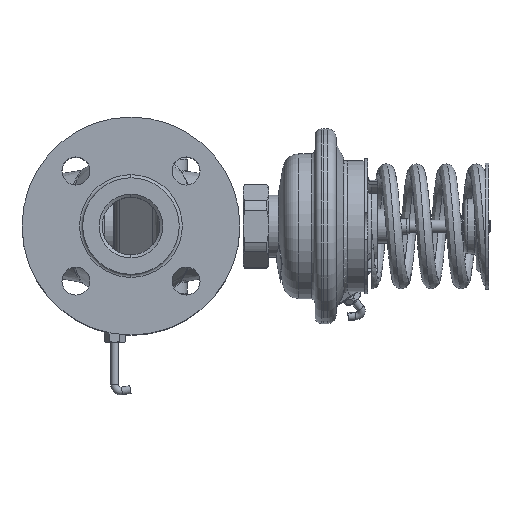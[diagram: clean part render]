
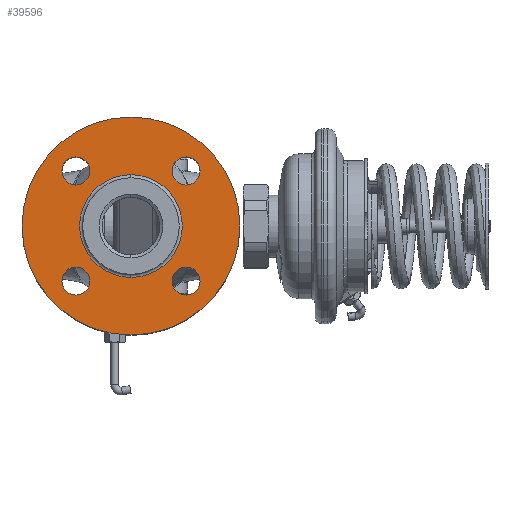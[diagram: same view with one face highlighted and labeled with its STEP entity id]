
A CAD part, top view. The second image highlights one B-rep face of the part: STEP entity #39596.
In plain terms, the highlighted planar face has unit normal (0, 0, 1).
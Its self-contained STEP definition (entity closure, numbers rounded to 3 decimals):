
#27873=CARTESIAN_POINT('',(-120.7,0.,88.));
#27874=DIRECTION('',(0.,0.,1.));
#27875=DIRECTION('',(0.,1.,0.));
#27876=AXIS2_PLACEMENT_3D('',#27873,#27874,#27875);
#27878=CARTESIAN_POINT('',(-120.7,0.,88.));
#27879=DIRECTION('',(0.,0.,-1.));
#27880=DIRECTION('',(0.,1.,0.));
#27881=AXIS2_PLACEMENT_3D('',#27878,#27879,#27880);
#27883=CARTESIAN_POINT('',(-120.7,0.,88.));
#27884=DIRECTION('',(0.,0.,1.));
#27885=DIRECTION('',(0.,1.,0.));
#27886=AXIS2_PLACEMENT_3D('',#27883,#27884,#27885);
#27888=CARTESIAN_POINT('',(-120.7,0.,88.));
#27889=DIRECTION('',(0.,0.,-1.));
#27890=DIRECTION('',(0.,1.,0.));
#27891=AXIS2_PLACEMENT_3D('',#27888,#27889,#27890);
#27893=CARTESIAN_POINT('',(-85.345,-35.355,88.));
#27894=DIRECTION('',(0.,0.,-1.));
#27895=DIRECTION('',(0.,1.,0.));
#27896=AXIS2_PLACEMENT_3D('',#27893,#27894,#27895);
#27898=CARTESIAN_POINT('',(-85.345,-35.355,88.));
#27899=DIRECTION('',(0.,0.,-1.));
#27900=DIRECTION('',(0.,-1.,0.));
#27901=AXIS2_PLACEMENT_3D('',#27898,#27899,#27900);
#27903=CARTESIAN_POINT('',(-85.345,35.355,88.));
#27904=DIRECTION('',(0.,0.,-1.));
#27905=DIRECTION('',(0.,1.,0.));
#27906=AXIS2_PLACEMENT_3D('',#27903,#27904,#27905);
#27908=CARTESIAN_POINT('',(-85.345,35.355,88.));
#27909=DIRECTION('',(0.,0.,-1.));
#27910=DIRECTION('',(0.,-1.,0.));
#27911=AXIS2_PLACEMENT_3D('',#27908,#27909,#27910);
#27913=CARTESIAN_POINT('',(-156.055,35.355,88.));
#27914=DIRECTION('',(0.,0.,-1.));
#27915=DIRECTION('',(0.,1.,0.));
#27916=AXIS2_PLACEMENT_3D('',#27913,#27914,#27915);
#27918=CARTESIAN_POINT('',(-156.055,35.355,88.));
#27919=DIRECTION('',(0.,0.,-1.));
#27920=DIRECTION('',(0.,-1.,0.));
#27921=AXIS2_PLACEMENT_3D('',#27918,#27919,#27920);
#27923=CARTESIAN_POINT('',(-156.055,-35.355,88.));
#27924=DIRECTION('',(0.,0.,-1.));
#27925=DIRECTION('',(0.,1.,0.));
#27926=AXIS2_PLACEMENT_3D('',#27923,#27924,#27925);
#27928=CARTESIAN_POINT('',(-156.055,-35.355,88.));
#27929=DIRECTION('',(0.,0.,-1.));
#27930=DIRECTION('',(0.,-1.,0.));
#27931=AXIS2_PLACEMENT_3D('',#27928,#27929,#27930);
#32615=CARTESIAN_POINT('',(-120.7,70.,88.));
#32617=VERTEX_POINT('',#32615);
#32618=CARTESIAN_POINT('',(-120.7,33.,88.));
#32620=VERTEX_POINT('',#32618);
#32637=CARTESIAN_POINT('',(-120.7,-70.,88.));
#32639=VERTEX_POINT('',#32637);
#32640=CARTESIAN_POINT('',(-120.7,-33.,88.));
#32642=VERTEX_POINT('',#32640);
#32726=CARTESIAN_POINT('',(-85.345,-26.355,88.));
#32727=CARTESIAN_POINT('',(-85.345,-44.355,88.));
#32728=VERTEX_POINT('',#32726);
#32729=VERTEX_POINT('',#32727);
#32734=CARTESIAN_POINT('',(-85.345,44.355,88.));
#32735=CARTESIAN_POINT('',(-85.345,26.355,88.));
#32736=VERTEX_POINT('',#32734);
#32737=VERTEX_POINT('',#32735);
#32742=CARTESIAN_POINT('',(-156.055,44.355,88.));
#32743=CARTESIAN_POINT('',(-156.055,26.355,88.));
#32744=VERTEX_POINT('',#32742);
#32745=VERTEX_POINT('',#32743);
#32750=CARTESIAN_POINT('',(-156.055,-26.355,88.));
#32751=CARTESIAN_POINT('',(-156.055,-44.355,88.));
#32752=VERTEX_POINT('',#32750);
#32753=VERTEX_POINT('',#32751);
#39557=CARTESIAN_POINT('',(-120.7,0.,88.));
#39558=DIRECTION('',(0.,0.,-1.));
#39559=DIRECTION('',(0.,-1.,0.));
#39560=AXIS2_PLACEMENT_3D('',#39557,#39558,#39559);
#39561=PLANE('',#39560);
#39563=ORIENTED_EDGE('',*,*,#39562,.F.);
#39565=ORIENTED_EDGE('',*,*,#39564,.T.);
#39566=EDGE_LOOP('',(#39563,#39565));
#39567=FACE_OUTER_BOUND('',#39566,.F.);
#39568=ORIENTED_EDGE('',*,*,#39550,.F.);
#39569=ORIENTED_EDGE('',*,*,#39539,.T.);
#39570=EDGE_LOOP('',(#39568,#39569));
#39571=FACE_BOUND('',#39570,.F.);
#39573=ORIENTED_EDGE('',*,*,#39572,.F.);
#39575=ORIENTED_EDGE('',*,*,#39574,.F.);
#39576=EDGE_LOOP('',(#39573,#39575));
#39577=FACE_BOUND('',#39576,.F.);
#39579=ORIENTED_EDGE('',*,*,#39578,.F.);
#39581=ORIENTED_EDGE('',*,*,#39580,.F.);
#39582=EDGE_LOOP('',(#39579,#39581));
#39583=FACE_BOUND('',#39582,.F.);
#39585=ORIENTED_EDGE('',*,*,#39584,.F.);
#39587=ORIENTED_EDGE('',*,*,#39586,.F.);
#39588=EDGE_LOOP('',(#39585,#39587));
#39589=FACE_BOUND('',#39588,.F.);
#39591=ORIENTED_EDGE('',*,*,#39590,.F.);
#39593=ORIENTED_EDGE('',*,*,#39592,.F.);
#39594=EDGE_LOOP('',(#39591,#39593));
#39595=FACE_BOUND('',#39594,.F.);
#39596=ADVANCED_FACE('',(#39567,#39571,#39577,#39583,#39589,#39595),#39561,.F.);
#27877=CIRCLE('',#27876,33.);
#27882=CIRCLE('',#27881,33.);
#27887=CIRCLE('',#27886,70.);
#27892=CIRCLE('',#27891,70.);
#27897=CIRCLE('',#27896,9.);
#27902=CIRCLE('',#27901,9.);
#27907=CIRCLE('',#27906,9.);
#27912=CIRCLE('',#27911,9.);
#27917=CIRCLE('',#27916,9.);
#27922=CIRCLE('',#27921,9.);
#27927=CIRCLE('',#27926,9.);
#27932=CIRCLE('',#27931,9.);
#39539=EDGE_CURVE('',#32620,#32642,#27877,.T.);
#39550=EDGE_CURVE('',#32620,#32642,#27882,.T.);
#39562=EDGE_CURVE('',#32617,#32639,#27887,.T.);
#39564=EDGE_CURVE('',#32617,#32639,#27892,.T.);
#39572=EDGE_CURVE('',#32728,#32729,#27897,.T.);
#39574=EDGE_CURVE('',#32729,#32728,#27902,.T.);
#39578=EDGE_CURVE('',#32736,#32737,#27907,.T.);
#39580=EDGE_CURVE('',#32737,#32736,#27912,.T.);
#39584=EDGE_CURVE('',#32744,#32745,#27917,.T.);
#39586=EDGE_CURVE('',#32745,#32744,#27922,.T.);
#39590=EDGE_CURVE('',#32752,#32753,#27927,.T.);
#39592=EDGE_CURVE('',#32753,#32752,#27932,.T.);
